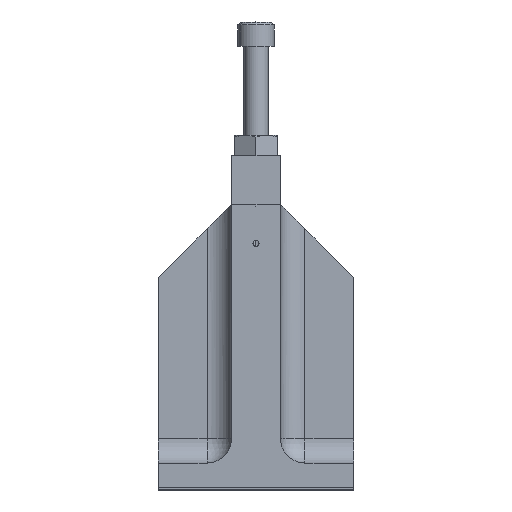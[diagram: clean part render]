
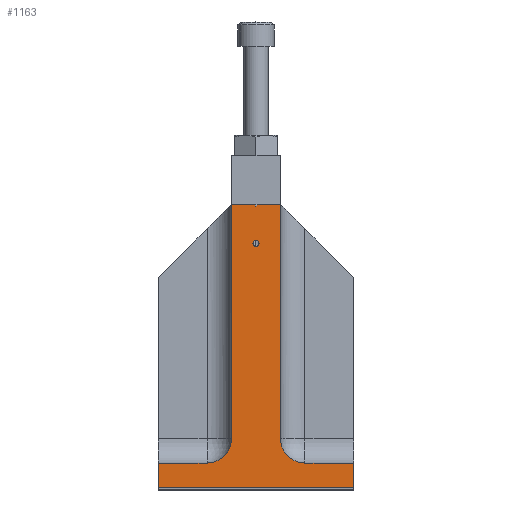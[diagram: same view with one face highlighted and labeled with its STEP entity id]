
A CAD part, top view. The second image highlights one B-rep face of the part: STEP entity #1163.
In plain terms, the highlighted planar face has unit normal (0, 0, 1).
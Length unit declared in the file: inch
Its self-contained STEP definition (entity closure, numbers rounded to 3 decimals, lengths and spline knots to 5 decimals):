
#341 = VERTEX_POINT ( 'NONE', #4230 ) ;
#348 = VERTEX_POINT ( 'NONE', #4196 ) ;
#430 = CIRCLE ( 'NONE', #3179, 0.03125 ) ;
#881 = ORIENTED_EDGE ( 'NONE', *, *, #2900, .F. ) ;
#882 = ORIENTED_EDGE ( 'NONE', *, *, #2796, .F. ) ;
#883 = ORIENTED_EDGE ( 'NONE', *, *, #2902, .F. ) ;
#914 = ORIENTED_EDGE ( 'NONE', *, *, #2901, .F. ) ;
#969 = CARTESIAN_POINT ( 'NONE',  ( 1., 0.25, 0.75 ) ) ;
#985 = CARTESIAN_POINT ( 'NONE',  ( 0.25, 2.9, 0.75 ) ) ;
#986 = CARTESIAN_POINT ( 'NONE',  ( 0.25, 0.5, 0.75 ) ) ;
#988 = CARTESIAN_POINT ( 'NONE',  ( 0.5, 0.25, 0.75 ) ) ;
#994 = CARTESIAN_POINT ( 'NONE',  ( -0.25, 0.5, 0.75 ) ) ;
#998 = CARTESIAN_POINT ( 'NONE',  ( -1., 0., 0.75 ) ) ;
#999 = CARTESIAN_POINT ( 'NONE',  ( 0.02, 2.9, 0.75 ) ) ;
#1044 = CARTESIAN_POINT ( 'NONE',  ( -0.25, 2.9, 0.75 ) ) ;
#1060 = CARTESIAN_POINT ( 'NONE',  ( -1., 0.25, 0.75 ) ) ;
#1062 = CARTESIAN_POINT ( 'NONE',  ( -0.03125, 2.5, 0.75 ) ) ;
#1064 = CARTESIAN_POINT ( 'NONE',  ( 0., 2.88, 0.75 ) ) ;
#1068 = CARTESIAN_POINT ( 'NONE',  ( -0.02, 2.9, 0.75 ) ) ;
#1163 = ADVANCED_FACE ( 'NONE', ( #4676, #4725 ), #1814, .F. ) ;
#1274 = VERTEX_POINT ( 'NONE', #1064 ) ;
#1436 = DIRECTION ( 'NONE',  ( -1., 0., 0. ) ) ;
#1437 = DIRECTION ( 'NONE',  ( 0., 0., -1. ) ) ;
#1438 = CARTESIAN_POINT ( 'NONE',  ( 0.5, 0.5, 0.75 ) ) ;
#1441 = DIRECTION ( 'NONE',  ( -1., 0., 0. ) ) ;
#1442 = DIRECTION ( 'NONE',  ( 0., 0., -1. ) ) ;
#1443 = CARTESIAN_POINT ( 'NONE',  ( -0.5, 0.5, 0.75 ) ) ;
#1446 = DIRECTION ( 'NONE',  ( 0.707, -0.707, 0. ) ) ;
#1447 = DIRECTION ( 'NONE',  ( 1., 0., 0. ) ) ;
#1448 = DIRECTION ( 'NONE',  ( 0., 0., 1. ) ) ;
#1449 = CARTESIAN_POINT ( 'NONE',  ( 0., 2.5, 0.75 ) ) ;
#1450 = CARTESIAN_POINT ( 'NONE',  ( -0.02, 2.9, 0.75 ) ) ;
#1454 = DIRECTION ( 'NONE',  ( 0.707, 0.707, 0. ) ) ;
#1455 = CARTESIAN_POINT ( 'NONE',  ( 0.02, 2.9, 0.75 ) ) ;
#1463 = DIRECTION ( 'NONE',  ( -1., 0., 0. ) ) ;
#1464 = CARTESIAN_POINT ( 'NONE',  ( -1., 0.25, 0.75 ) ) ;
#1482 = DIRECTION ( 'NONE',  ( 0., -1., 0. ) ) ;
#1483 = CARTESIAN_POINT ( 'NONE',  ( -1., 0., 0.75 ) ) ;
#1495 = CARTESIAN_POINT ( 'NONE',  ( 1., 0., 0.75 ) ) ;
#1498 = DIRECTION ( 'NONE',  ( 0., 1., 0. ) ) ;
#1500 = DIRECTION ( 'NONE',  ( -1., 0., 0. ) ) ;
#1501 = CARTESIAN_POINT ( 'NONE',  ( 1., 0.25, 0.75 ) ) ;
#1521 = CARTESIAN_POINT ( 'NONE',  ( 0.25, 0.25, 0.75 ) ) ;
#1522 = DIRECTION ( 'NONE',  ( 0., 1., 0. ) ) ;
#1530 = DIRECTION ( 'NONE',  ( -1., 0., 0. ) ) ;
#1536 = CARTESIAN_POINT ( 'NONE',  ( -0.25, 2.9, 0.75 ) ) ;
#1538 = DIRECTION ( 'NONE',  ( 0., -1., 0. ) ) ;
#1539 = CARTESIAN_POINT ( 'NONE',  ( -0.25, 0.25, 0.75 ) ) ;
#1561 = DIRECTION ( 'NONE',  ( 1., 0., 0. ) ) ;
#1562 = CARTESIAN_POINT ( 'NONE',  ( 1., 0., 0.75 ) ) ;
#1602 = DIRECTION ( 'NONE',  ( -1., 0., 0. ) ) ;
#1618 = CARTESIAN_POINT ( 'NONE',  ( -0.25, 2.9, 0.75 ) ) ;
#1737 = DIRECTION ( 'NONE',  ( 1., 0., 0. ) ) ;
#1738 = DIRECTION ( 'NONE',  ( 0., 0., 1. ) ) ;
#1739 = CARTESIAN_POINT ( 'NONE',  ( 0., 2.5, 0.75 ) ) ;
#1782 = CARTESIAN_POINT ( 'NONE',  ( -0.25, 2.9, 0.75 ) ) ;
#1814 = PLANE ( 'NONE',  #3051 ) ;
#1823 = DIRECTION ( 'NONE',  ( -1., 0., 0. ) ) ;
#1865 = DIRECTION ( 'NONE',  ( 0., 0., -1. ) ) ;
#1885 = VERTEX_POINT ( 'NONE', #1068 ) ;
#1886 = VERTEX_POINT ( 'NONE', #1062 ) ;
#1890 = VERTEX_POINT ( 'NONE', #1060 ) ;
#1983 = EDGE_LOOP ( 'NONE', ( #2235, #914, #883, #2309, #2257, #2115, #2308, #2330, #2296, #2345, #2432, #2335, #2195 ) ) ;
#2107 = VERTEX_POINT ( 'NONE', #1044 ) ;
#2115 = ORIENTED_EDGE ( 'NONE', *, *, #2903, .T. ) ;
#2195 = ORIENTED_EDGE ( 'NONE', *, *, #2870, .T. ) ;
#2197 = VERTEX_POINT ( 'NONE', #999 ) ;
#2220 = VERTEX_POINT ( 'NONE', #998 ) ;
#2229 = VERTEX_POINT ( 'NONE', #994 ) ;
#2231 = VERTEX_POINT ( 'NONE', #988 ) ;
#2235 = ORIENTED_EDGE ( 'NONE', *, *, #2836, .T. ) ;
#2250 = VERTEX_POINT ( 'NONE', #986 ) ;
#2255 = EDGE_LOOP ( 'NONE', ( #881, #882 ) ) ;
#2257 = ORIENTED_EDGE ( 'NONE', *, *, #2860, .T. ) ;
#2278 = VERTEX_POINT ( 'NONE', #985 ) ;
#2287 = VERTEX_POINT ( 'NONE', #969 ) ;
#2296 = ORIENTED_EDGE ( 'NONE', *, *, #2853, .T. ) ;
#2308 = ORIENTED_EDGE ( 'NONE', *, *, #2894, .T. ) ;
#2309 = ORIENTED_EDGE ( 'NONE', *, *, #2865, .T. ) ;
#2330 = ORIENTED_EDGE ( 'NONE', *, *, #2886, .T. ) ;
#2335 = ORIENTED_EDGE ( 'NONE', *, *, #2904, .T. ) ;
#2345 = ORIENTED_EDGE ( 'NONE', *, *, #2882, .T. ) ;
#2432 = ORIENTED_EDGE ( 'NONE', *, *, #2877, .T. ) ;
#2796 = EDGE_CURVE ( 'NONE', #1886, #348, #430, .T. ) ;
#2836 = EDGE_CURVE ( 'NONE', #2278, #2197, #4113, .T. ) ;
#2853 = EDGE_CURVE ( 'NONE', #2220, #341, #4093, .T. ) ;
#2860 = EDGE_CURVE ( 'NONE', #2107, #2229, #4081, .T. ) ;
#2865 = EDGE_CURVE ( 'NONE', #1885, #2107, #4064, .T. ) ;
#2870 = EDGE_CURVE ( 'NONE', #2250, #2278, #4063, .T. ) ;
#2877 = EDGE_CURVE ( 'NONE', #2287, #2231, #4030, .T. ) ;
#2882 = EDGE_CURVE ( 'NONE', #341, #2287, #4024, .T. ) ;
#2886 = EDGE_CURVE ( 'NONE', #1890, #2220, #4027, .T. ) ;
#2894 = EDGE_CURVE ( 'NONE', #4665, #1890, #3931, .T. ) ;
#2900 = EDGE_CURVE ( 'NONE', #348, #1886, #3924, .T. ) ;
#2901 = EDGE_CURVE ( 'NONE', #1274, #2197, #3921, .T. ) ;
#2902 = EDGE_CURVE ( 'NONE', #1885, #1274, #3930, .T. ) ;
#2903 = EDGE_CURVE ( 'NONE', #2229, #4665, #3923, .T. ) ;
#2904 = EDGE_CURVE ( 'NONE', #2231, #2250, #3990, .T. ) ;
#3051 = AXIS2_PLACEMENT_3D ( 'NONE', #1782, #1865, #1823 ) ;
#3179 = AXIS2_PLACEMENT_3D ( 'NONE', #1739, #1738, #1737 ) ;
#3209 = AXIS2_PLACEMENT_3D ( 'NONE', #1449, #1448, #1447 ) ;
#3210 = AXIS2_PLACEMENT_3D ( 'NONE', #1443, #1442, #1441 ) ;
#3211 = AXIS2_PLACEMENT_3D ( 'NONE', #1438, #1437, #1436 ) ;
#3918 = VECTOR ( 'NONE', #1446, 39.37008 ) ;
#3921 = LINE ( 'NONE', #1455, #4015 ) ;
#3923 = CIRCLE ( 'NONE', #3210, 0.25 ) ;
#3924 = CIRCLE ( 'NONE', #3209, 0.03125 ) ;
#3930 = LINE ( 'NONE', #1450, #3918 ) ;
#3931 = LINE ( 'NONE', #1464, #3978 ) ;
#3978 = VECTOR ( 'NONE', #1463, 39.37008 ) ;
#3990 = CIRCLE ( 'NONE', #3211, 0.25 ) ;
#4011 = VECTOR ( 'NONE', #1482, 39.37008 ) ;
#4015 = VECTOR ( 'NONE', #1454, 39.37008 ) ;
#4024 = LINE ( 'NONE', #1495, #4051 ) ;
#4027 = LINE ( 'NONE', #1483, #4011 ) ;
#4030 = LINE ( 'NONE', #1501, #4053 ) ;
#4047 = VECTOR ( 'NONE', #1538, 39.37008 ) ;
#4051 = VECTOR ( 'NONE', #1498, 39.37008 ) ;
#4053 = VECTOR ( 'NONE', #1500, 39.37008 ) ;
#4057 = VECTOR ( 'NONE', #1530, 39.37008 ) ;
#4063 = LINE ( 'NONE', #1521, #4071 ) ;
#4064 = LINE ( 'NONE', #1536, #4057 ) ;
#4071 = VECTOR ( 'NONE', #1522, 39.37008 ) ;
#4081 = LINE ( 'NONE', #1539, #4047 ) ;
#4092 = VECTOR ( 'NONE', #1561, 39.37008 ) ;
#4093 = LINE ( 'NONE', #1562, #4092 ) ;
#4113 = LINE ( 'NONE', #1618, #4153 ) ;
#4153 = VECTOR ( 'NONE', #1602, 39.37008 ) ;
#4196 = CARTESIAN_POINT ( 'NONE',  ( 0.03125, 2.5, 0.75 ) ) ;
#4230 = CARTESIAN_POINT ( 'NONE',  ( 1., 0., 0.75 ) ) ;
#4665 = VERTEX_POINT ( 'NONE', #5027 ) ;
#4676 = FACE_BOUND ( 'NONE', #2255, .T. ) ;
#4725 = FACE_OUTER_BOUND ( 'NONE', #1983, .T. ) ;
#5027 = CARTESIAN_POINT ( 'NONE',  ( -0.5, 0.25, 0.75 ) ) ;
